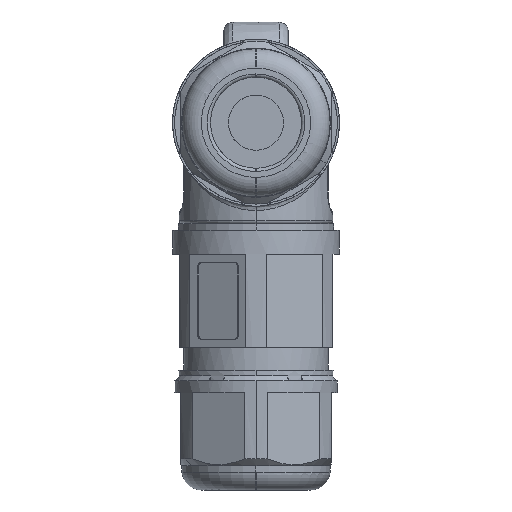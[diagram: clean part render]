
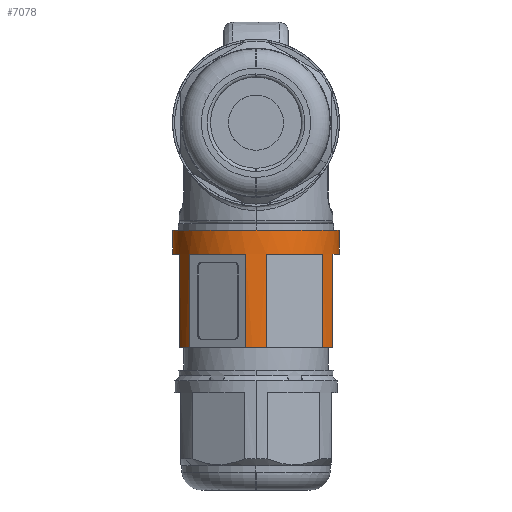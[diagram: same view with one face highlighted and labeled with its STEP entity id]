
A CAD part, left-side view. The second image highlights one B-rep face of the part: STEP entity #7078.
In plain terms, the highlighted cylindrical face has radius 12.875 mm (diameter 25.75 mm), a partial arc.
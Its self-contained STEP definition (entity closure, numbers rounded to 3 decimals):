
#6946=AXIS2_PLACEMENT_3D('Cylinder Axis2P3D',#6943,#6944,#6945) ;
#6959=AXIS2_PLACEMENT_3D('Circle Axis2P3D',#6957,#6958,$) ;
#6973=AXIS2_PLACEMENT_3D('Circle Axis2P3D',#6971,#6972,$) ;
#6987=AXIS2_PLACEMENT_3D('Circle Axis2P3D',#6985,#6986,$) ;
#7001=AXIS2_PLACEMENT_3D('Circle Axis2P3D',#6999,#7000,$) ;
#7015=AXIS2_PLACEMENT_3D('Circle Axis2P3D',#7013,#7014,$) ;
#7029=AXIS2_PLACEMENT_3D('Circle Axis2P3D',#7027,#7028,$) ;
#7043=AXIS2_PLACEMENT_3D('Circle Axis2P3D',#7041,#7042,$) ;
#7057=AXIS2_PLACEMENT_3D('Circle Axis2P3D',#7055,#7056,$) ;
#6943=CARTESIAN_POINT('Axis2P3D Location',(54.65,12.875,2.3)) ;
#6948=CARTESIAN_POINT('Line Origine',(46.853,23.121,2.3)) ;
#6952=CARTESIAN_POINT('Vertex',(46.853,23.121,36.4)) ;
#6954=CARTESIAN_POINT('Vertex',(46.853,23.121,22.)) ;
#6957=CARTESIAN_POINT('Axis2P3D Location',(54.65,12.875,36.4)) ;
#6961=CARTESIAN_POINT('Vertex',(41.878,14.504,36.4)) ;
#6964=CARTESIAN_POINT('Line Origine',(41.878,14.504,2.3)) ;
#6968=CARTESIAN_POINT('Vertex',(41.878,14.504,22.)) ;
#6971=CARTESIAN_POINT('Axis2P3D Location',(54.65,12.875,22.)) ;
#6975=CARTESIAN_POINT('Vertex',(41.878,11.246,22.)) ;
#6978=CARTESIAN_POINT('Line Origine',(41.878,11.246,2.3)) ;
#6982=CARTESIAN_POINT('Vertex',(41.878,11.246,36.4)) ;
#6985=CARTESIAN_POINT('Axis2P3D Location',(54.65,12.875,36.4)) ;
#6989=CARTESIAN_POINT('Vertex',(46.853,2.629,36.4)) ;
#6992=CARTESIAN_POINT('Line Origine',(46.853,2.629,2.3)) ;
#6996=CARTESIAN_POINT('Vertex',(46.853,2.629,22.)) ;
#6999=CARTESIAN_POINT('Axis2P3D Location',(54.65,12.875,22.)) ;
#7003=CARTESIAN_POINT('Vertex',(49.675,1.,22.)) ;
#7006=CARTESIAN_POINT('Line Origine',(49.675,1.,2.3)) ;
#7010=CARTESIAN_POINT('Vertex',(49.675,1.,36.4)) ;
#7013=CARTESIAN_POINT('Axis2P3D Location',(54.65,12.875,36.4)) ;
#7017=CARTESIAN_POINT('Vertex',(54.65,0.,36.4)) ;
#7020=CARTESIAN_POINT('Line Origine',(54.65,0.,2.3)) ;
#7024=CARTESIAN_POINT('Vertex',(54.65,0.,40.1)) ;
#7027=CARTESIAN_POINT('Axis2P3D Location',(54.65,12.875,40.1)) ;
#7031=CARTESIAN_POINT('Vertex',(54.65,25.75,40.1)) ;
#7034=CARTESIAN_POINT('Line Origine',(54.65,25.75,2.3)) ;
#7038=CARTESIAN_POINT('Vertex',(54.65,25.75,36.4)) ;
#7041=CARTESIAN_POINT('Axis2P3D Location',(54.65,12.875,36.4)) ;
#7045=CARTESIAN_POINT('Vertex',(49.675,24.75,36.4)) ;
#7048=CARTESIAN_POINT('Line Origine',(49.675,24.75,2.3)) ;
#7052=CARTESIAN_POINT('Vertex',(49.675,24.75,22.)) ;
#7055=CARTESIAN_POINT('Axis2P3D Location',(54.65,12.875,22.)) ;
#6944=DIRECTION('Axis2P3D Direction',(0.,-0.,1.)) ;
#6945=DIRECTION('Axis2P3D XDirection',(0.,1.,0.)) ;
#6949=DIRECTION('Vector Direction',(0.,0.,1.)) ;
#6958=DIRECTION('Axis2P3D Direction',(0.,-0.,1.)) ;
#6965=DIRECTION('Vector Direction',(0.,0.,1.)) ;
#6972=DIRECTION('Axis2P3D Direction',(0.,-0.,1.)) ;
#6979=DIRECTION('Vector Direction',(0.,0.,1.)) ;
#6986=DIRECTION('Axis2P3D Direction',(0.,-0.,1.)) ;
#6993=DIRECTION('Vector Direction',(0.,0.,1.)) ;
#7000=DIRECTION('Axis2P3D Direction',(0.,-0.,1.)) ;
#7007=DIRECTION('Vector Direction',(0.,0.,1.)) ;
#7014=DIRECTION('Axis2P3D Direction',(0.,-0.,1.)) ;
#7021=DIRECTION('Vector Direction',(0.,0.,1.)) ;
#7028=DIRECTION('Axis2P3D Direction',(0.,-0.,1.)) ;
#7035=DIRECTION('Vector Direction',(0.,0.,1.)) ;
#7042=DIRECTION('Axis2P3D Direction',(0.,-0.,1.)) ;
#7049=DIRECTION('Vector Direction',(0.,0.,1.)) ;
#7056=DIRECTION('Axis2P3D Direction',(0.,-0.,1.)) ;
#6950=VECTOR('Line Direction',#6949,1.) ;
#6966=VECTOR('Line Direction',#6965,1.) ;
#6980=VECTOR('Line Direction',#6979,1.) ;
#6994=VECTOR('Line Direction',#6993,1.) ;
#7008=VECTOR('Line Direction',#7007,1.) ;
#7022=VECTOR('Line Direction',#7021,1.) ;
#7036=VECTOR('Line Direction',#7035,1.) ;
#7050=VECTOR('Line Direction',#7049,1.) ;
#7061=ORIENTED_EDGE('',*,*,#6956,.F.) ;
#7062=ORIENTED_EDGE('',*,*,#6963,.T.) ;
#7063=ORIENTED_EDGE('',*,*,#6970,.F.) ;
#7064=ORIENTED_EDGE('',*,*,#6977,.T.) ;
#7065=ORIENTED_EDGE('',*,*,#6984,.F.) ;
#7066=ORIENTED_EDGE('',*,*,#6991,.T.) ;
#7067=ORIENTED_EDGE('',*,*,#6998,.F.) ;
#7068=ORIENTED_EDGE('',*,*,#7005,.T.) ;
#7069=ORIENTED_EDGE('',*,*,#7012,.F.) ;
#7070=ORIENTED_EDGE('',*,*,#7019,.T.) ;
#7071=ORIENTED_EDGE('',*,*,#7026,.T.) ;
#7072=ORIENTED_EDGE('',*,*,#7033,.T.) ;
#7073=ORIENTED_EDGE('',*,*,#7040,.F.) ;
#7074=ORIENTED_EDGE('',*,*,#7047,.T.) ;
#7075=ORIENTED_EDGE('',*,*,#7054,.F.) ;
#7076=ORIENTED_EDGE('',*,*,#7059,.T.) ;
#7078=ADVANCED_FACE('BREP_WITH_VOIDS #100433',(#7077),#6947,.T.) ;
#6960=CIRCLE('generated circle',#6959,12.875) ;
#6974=CIRCLE('generated circle',#6973,12.875) ;
#6988=CIRCLE('generated circle',#6987,12.875) ;
#7002=CIRCLE('generated circle',#7001,12.875) ;
#7016=CIRCLE('generated circle',#7015,12.875) ;
#7030=CIRCLE('generated circle',#7029,12.875) ;
#7044=CIRCLE('generated circle',#7043,12.875) ;
#7058=CIRCLE('generated circle',#7057,12.875) ;
#6947=CYLINDRICAL_SURFACE('generated cylinder',#6946,12.875) ;
#6956=EDGE_CURVE('',#6953,#6955,#6951,.F.) ;
#6963=EDGE_CURVE('',#6953,#6962,#6960,.T.) ;
#6970=EDGE_CURVE('',#6969,#6962,#6967,.T.) ;
#6977=EDGE_CURVE('',#6969,#6976,#6974,.T.) ;
#6984=EDGE_CURVE('',#6983,#6976,#6981,.F.) ;
#6991=EDGE_CURVE('',#6983,#6990,#6988,.T.) ;
#6998=EDGE_CURVE('',#6997,#6990,#6995,.T.) ;
#7005=EDGE_CURVE('',#6997,#7004,#7002,.T.) ;
#7012=EDGE_CURVE('',#7011,#7004,#7009,.F.) ;
#7019=EDGE_CURVE('',#7011,#7018,#7016,.T.) ;
#7026=EDGE_CURVE('',#7018,#7025,#7023,.T.) ;
#7033=EDGE_CURVE('',#7025,#7032,#7030,.F.) ;
#7040=EDGE_CURVE('',#7039,#7032,#7037,.T.) ;
#7047=EDGE_CURVE('',#7039,#7046,#7044,.T.) ;
#7054=EDGE_CURVE('',#7053,#7046,#7051,.T.) ;
#7059=EDGE_CURVE('',#7053,#6955,#7058,.T.) ;
#7060=EDGE_LOOP('',(#7061,#7062,#7063,#7064,#7065,#7066,#7067,#7068,#7069,#7070,#7071,#7072,#7073,#7074,#7075,#7076)) ;
#7077=FACE_OUTER_BOUND('',#7060,.T.) ;
#6951=LINE('Line',#6948,#6950) ;
#6967=LINE('Line',#6964,#6966) ;
#6981=LINE('Line',#6978,#6980) ;
#6995=LINE('Line',#6992,#6994) ;
#7009=LINE('Line',#7006,#7008) ;
#7023=LINE('Line',#7020,#7022) ;
#7037=LINE('Line',#7034,#7036) ;
#7051=LINE('Line',#7048,#7050) ;
#6953=VERTEX_POINT('',#6952) ;
#6955=VERTEX_POINT('',#6954) ;
#6962=VERTEX_POINT('',#6961) ;
#6969=VERTEX_POINT('',#6968) ;
#6976=VERTEX_POINT('',#6975) ;
#6983=VERTEX_POINT('',#6982) ;
#6990=VERTEX_POINT('',#6989) ;
#6997=VERTEX_POINT('',#6996) ;
#7004=VERTEX_POINT('',#7003) ;
#7011=VERTEX_POINT('',#7010) ;
#7018=VERTEX_POINT('',#7017) ;
#7025=VERTEX_POINT('',#7024) ;
#7032=VERTEX_POINT('',#7031) ;
#7039=VERTEX_POINT('',#7038) ;
#7046=VERTEX_POINT('',#7045) ;
#7053=VERTEX_POINT('',#7052) ;
